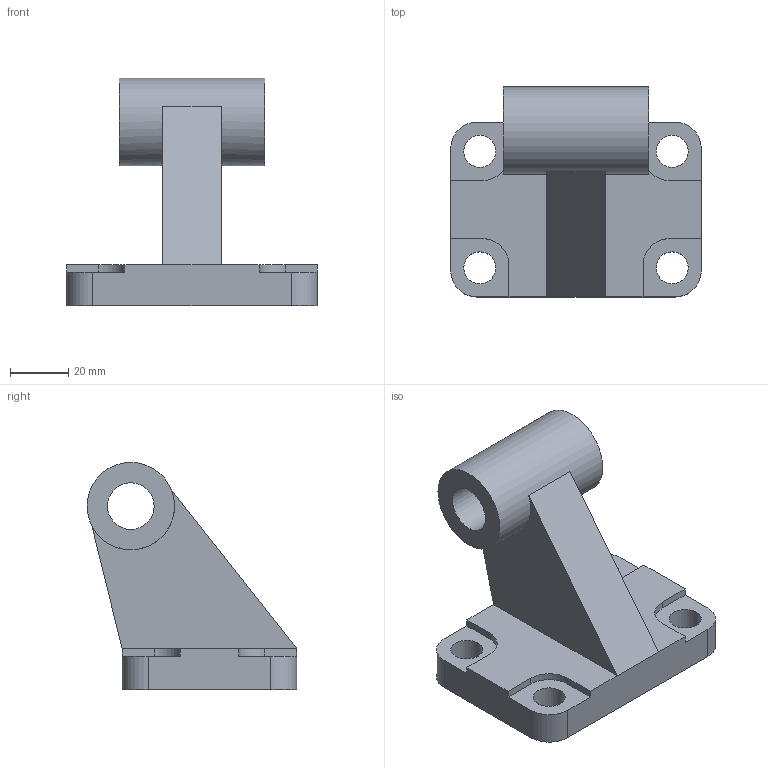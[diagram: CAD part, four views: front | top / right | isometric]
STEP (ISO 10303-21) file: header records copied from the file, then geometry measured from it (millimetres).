
FILE_DESCRIPTION(/* description */ (''),/* implementation_level */ '2;1');
FILE_NAME(/* name */ 'CAD_83087.stp',/* time_stamp */ '2018-02-19T14:46:58+01:00',/* author */ ('Hypex'),/* organization */ ('Hypex'),/* preprocessor_version */ 'ST-DEVELOPER v17',/* originating_system */ 'Autodesk Inventor 2018',/* authorisation */ '');
FILE_SCHEMA (('AUTOMOTIVE_DESIGN { 1 0 10303 214 3 1 1 }'));
Length unit declared in the file: millimetre
Products named in the file (1): CAD_83087
Bounding box: 86 x 72 x 78 mm (x, y, z)
Volume: 127337.4 mm3; surface area: 27144.2 mm2
Topology: 1 solids, 1 shells, 39 faces, 104 edges, 68 vertices
Faces by surface type: plane 25, cylinder 14
Full cylindrical faces by diameter (mm): 11 x4, 16 x1, 30 x1
Entity records: 1321 total; most frequent: DIRECTION 214, CARTESIAN_POINT 212, ORIENTED_EDGE 208, EDGE_CURVE 104, LINE 74, VECTOR 74, AXIS2_PLACEMENT_3D 70, VERTEX_POINT 68
